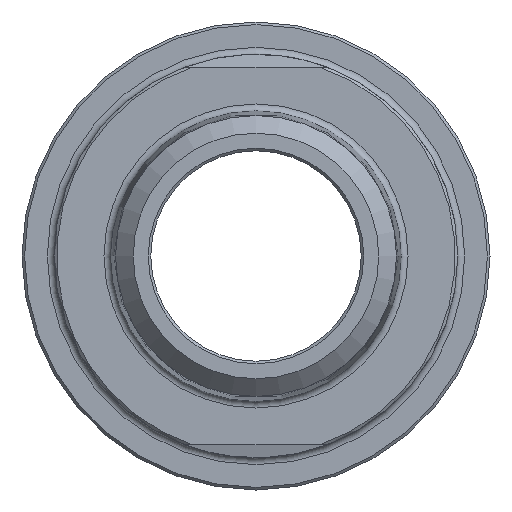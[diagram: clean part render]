
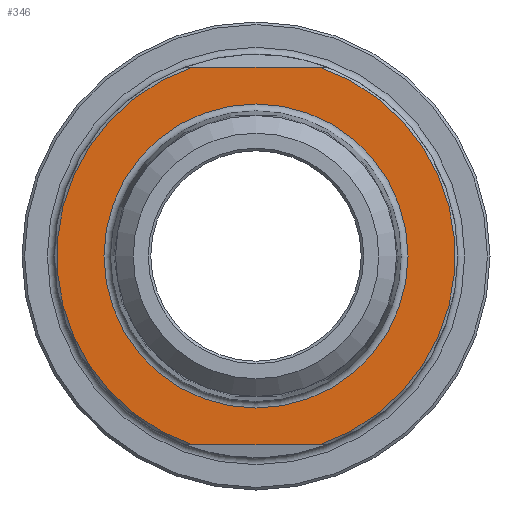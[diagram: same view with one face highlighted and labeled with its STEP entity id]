
A CAD part, left-side view. The second image highlights one B-rep face of the part: STEP entity #346.
In plain terms, the highlighted planar face has unit normal (-1, 0, 0).
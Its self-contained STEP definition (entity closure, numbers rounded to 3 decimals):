
#18=FACE_BOUND('',#96,.T.);
#34=CIRCLE('',#390,23.2);
#40=CIRCLE('',#400,23.2);
#41=CIRCLE('',#402,17.704);
#73=FACE_OUTER_BOUND('',#95,.T.);
#95=EDGE_LOOP('',(#278,#279,#280,#281));
#96=EDGE_LOOP('',(#282));
#111=LINE('',#560,#128);
#115=LINE('',#579,#132);
#128=VECTOR('',#437,10.);
#132=VECTOR('',#447,10.);
#148=VERTEX_POINT('',#555);
#149=VERTEX_POINT('',#559);
#154=VERTEX_POINT('',#574);
#155=VERTEX_POINT('',#578);
#165=VERTEX_POINT('',#615);
#182=EDGE_CURVE('',#149,#148,#111,.T.);
#189=EDGE_CURVE('',#155,#154,#115,.T.);
#198=EDGE_CURVE('',#149,#154,#34,.T.);
#206=EDGE_CURVE('',#155,#148,#40,.T.);
#207=EDGE_CURVE('',#165,#165,#41,.T.);
#278=ORIENTED_EDGE('',*,*,#182,.T.);
#279=ORIENTED_EDGE('',*,*,#206,.F.);
#280=ORIENTED_EDGE('',*,*,#189,.T.);
#281=ORIENTED_EDGE('',*,*,#198,.F.);
#282=ORIENTED_EDGE('',*,*,#207,.F.);
#333=PLANE('',#401);
#346=ADVANCED_FACE('',(#73,#18),#333,.T.);
#390=AXIS2_PLACEMENT_3D('',#596,#464,#465);
#400=AXIS2_PLACEMENT_3D('',#613,#486,#487);
#401=AXIS2_PLACEMENT_3D('',#614,#488,#489);
#402=AXIS2_PLACEMENT_3D('',#616,#490,#491);
#437=DIRECTION('',(0.,1.,0.));
#447=DIRECTION('',(0.,-1.,0.));
#464=DIRECTION('center_axis',(1.,0.,0.));
#465=DIRECTION('ref_axis',(0.,-1.,0.));
#486=DIRECTION('center_axis',(1.,0.,0.));
#487=DIRECTION('ref_axis',(0.,-1.,0.));
#488=DIRECTION('center_axis',(-1.,0.,0.));
#489=DIRECTION('ref_axis',(0.,0.,1.));
#490=DIRECTION('center_axis',(-1.,0.,0.));
#491=DIRECTION('ref_axis',(0.,-1.,0.));
#555=CARTESIAN_POINT('',(-19.,7.365,22.));
#559=CARTESIAN_POINT('',(-19.,-7.365,22.));
#560=CARTESIAN_POINT('',(-19.,-6.36,22.));
#574=CARTESIAN_POINT('',(-19.,-7.365,-22.));
#578=CARTESIAN_POINT('',(-19.,7.365,-22.));
#579=CARTESIAN_POINT('',(-19.,30.177,-22.));
#596=CARTESIAN_POINT('Origin',(-19.,0.,0.));
#613=CARTESIAN_POINT('Origin',(-19.,0.,0.));
#614=CARTESIAN_POINT('Origin',(-19.,23.5,0.));
#615=CARTESIAN_POINT('',(-19.,0.,17.704));
#616=CARTESIAN_POINT('Origin',(-19.,0.,0.));
